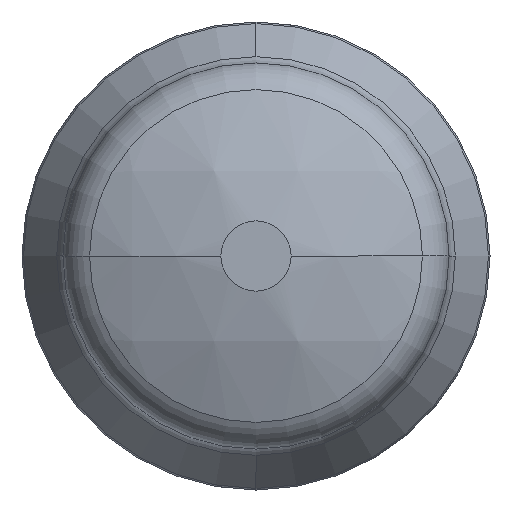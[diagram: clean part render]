
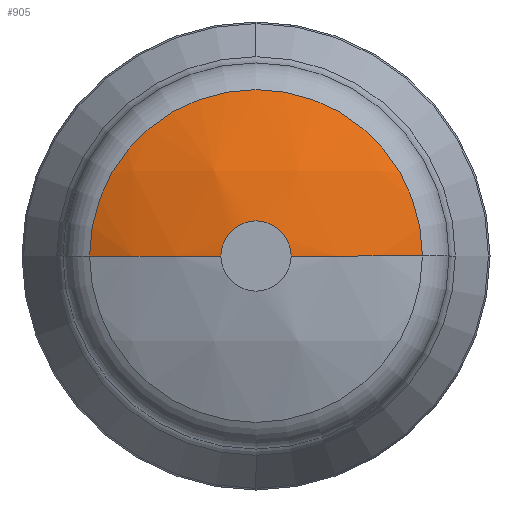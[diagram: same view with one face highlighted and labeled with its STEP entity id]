
A CAD part, left-side view. The second image highlights one B-rep face of the part: STEP entity #905.
In plain terms, the highlighted spherical face has radius 16.5 mm.
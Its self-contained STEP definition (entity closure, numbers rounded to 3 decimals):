
#8 = DIRECTION ( 'NONE',  ( 1., 0., 0. ) ) ;
#12 = DIRECTION ( 'NONE',  ( 0., -1., 0. ) ) ;
#16 = CARTESIAN_POINT ( 'NONE',  ( -32.068, 0., 0. ) ) ;
#26 = DIRECTION ( 'NONE',  ( 0., 1., 0. ) ) ;
#29 = DIRECTION ( 'NONE',  ( 0., 0., 1. ) ) ;
#80 = CARTESIAN_POINT ( 'NONE',  ( -48.5, 0., 0. ) ) ;
#129 = DIRECTION ( 'NONE',  ( 0., 0., -1. ) ) ;
#146 = DIRECTION ( 'NONE',  ( -1., 0., 0. ) ) ;
#261 = CARTESIAN_POINT ( 'NONE',  ( -32.068, 0., 0. ) ) ;
#300 = EDGE_LOOP ( 'NONE', ( #640, #743, #778, #732 ) ) ;
#318 = CARTESIAN_POINT ( 'NONE',  ( -46.957, -7.112, 0. ) ) ;
#328 = CARTESIAN_POINT ( 'NONE',  ( -48.5, 1.5, 0. ) ) ;
#341 = CARTESIAN_POINT ( 'NONE',  ( -46.957, 7.112, 0. ) ) ;
#358 = VERTEX_POINT ( 'NONE', #328 ) ;
#379 = CARTESIAN_POINT ( 'NONE',  ( -48.5, -1.5, 0. ) ) ;
#411 = VERTEX_POINT ( 'NONE', #341 ) ;
#561 = AXIS2_PLACEMENT_3D ( 'NONE', #261, #129, #146 ) ;
#620 = AXIS2_PLACEMENT_3D ( 'NONE', #80, #8, #26 ) ;
#640 = ORIENTED_EDGE ( 'NONE', *, *, #1017, .T. ) ;
#664 = VERTEX_POINT ( 'NONE', #379 ) ;
#732 = ORIENTED_EDGE ( 'NONE', *, *, #1059, .F. ) ;
#743 = ORIENTED_EDGE ( 'NONE', *, *, #1004, .T. ) ;
#763 = VERTEX_POINT ( 'NONE', #318 ) ;
#778 = ORIENTED_EDGE ( 'NONE', *, *, #899, .T. ) ;
#899 = EDGE_CURVE ( 'NONE', #763, #411, #1082, .T. ) ;
#905 = ADVANCED_FACE ( 'NONE', ( #1174 ), #1177, .T. ) ;
#947 = CIRCLE ( 'NONE', #1158, 16.5 ) ;
#983 = CIRCLE ( 'NONE', #561, 16.5 ) ;
#1004 = EDGE_CURVE ( 'NONE', #664, #763, #947, .T. ) ;
#1017 = EDGE_CURVE ( 'NONE', #358, #664, #1098, .T. ) ;
#1059 = EDGE_CURVE ( 'NONE', #358, #411, #983, .T. ) ;
#1082 = CIRCLE ( 'NONE', #1241, 7.112 ) ;
#1098 = CIRCLE ( 'NONE', #620, 1.5 ) ;
#1149 = AXIS2_PLACEMENT_3D ( 'NONE', #1477, #1476, #1475 ) ;
#1158 = AXIS2_PLACEMENT_3D ( 'NONE', #16, #29, #12 ) ;
#1174 = FACE_OUTER_BOUND ( 'NONE', #300, .T. ) ;
#1177 = SPHERICAL_SURFACE ( 'NONE', #1149, 16.5 ) ;
#1241 = AXIS2_PLACEMENT_3D ( 'NONE', #1497, #1496, #1495 ) ;
#1475 = DIRECTION ( 'NONE',  ( 0., 1., 0. ) ) ;
#1476 = DIRECTION ( 'NONE',  ( 0., 0., 1. ) ) ;
#1477 = CARTESIAN_POINT ( 'NONE',  ( -32.068, 0., 0. ) ) ;
#1495 = DIRECTION ( 'NONE',  ( 0., 1., 0. ) ) ;
#1496 = DIRECTION ( 'NONE',  ( -1., 0., 0. ) ) ;
#1497 = CARTESIAN_POINT ( 'NONE',  ( -46.957, 0., 0. ) ) ;
